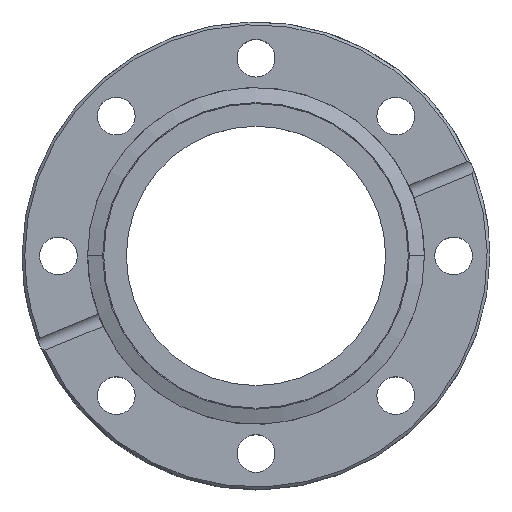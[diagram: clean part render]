
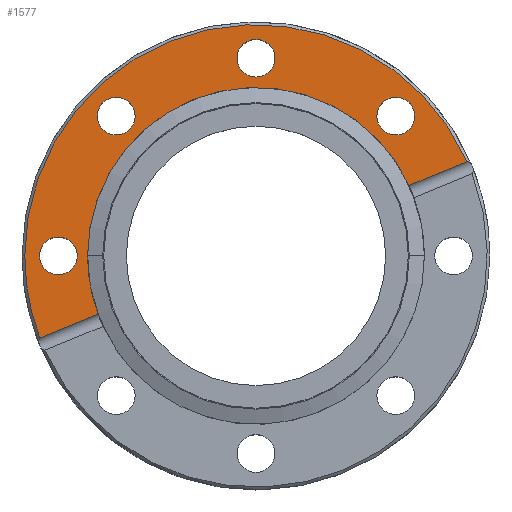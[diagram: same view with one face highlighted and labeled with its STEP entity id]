
A CAD part, top view. The second image highlights one B-rep face of the part: STEP entity #1577.
In plain terms, the highlighted planar face has unit normal (0, 0, 1).
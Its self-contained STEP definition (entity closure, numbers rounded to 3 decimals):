
#3 = VERTEX_POINT ( 'NONE', #133 ) ;
#17 = EDGE_CURVE ( 'NONE', #1165, #1556, #2630, .T. ) ;
#18 = DIRECTION ( 'NONE',  ( 0., 0., -1. ) ) ;
#20 = DIRECTION ( 'NONE',  ( -1., 0., 0. ) ) ;
#22 = CARTESIAN_POINT ( 'NONE',  ( -36.2, 0., 0. ) ) ;
#46 = ORIENTED_EDGE ( 'NONE', *, *, #17, .T. ) ;
#54 = CARTESIAN_POINT ( 'NONE',  ( -39.57, -15.091, 0. ) ) ;
#78 = AXIS2_PLACEMENT_3D ( 'NONE', #1128, #711, #134 ) ;
#105 = CIRCLE ( 'NONE', #2700, 42.35 ) ;
#133 = CARTESIAN_POINT ( 'NONE',  ( -29.052, 25.597, 0. ) ) ;
#134 = DIRECTION ( 'NONE',  ( 1., 0., 0. ) ) ;
#148 = CIRCLE ( 'NONE', #679, 3.454 ) ;
#156 = AXIS2_PLACEMENT_3D ( 'NONE', #1482, #1494, #1506 ) ;
#158 = DIRECTION ( 'NONE',  ( 0., 0., 1. ) ) ;
#160 = CIRCLE ( 'NONE', #156, 30.85 ) ;
#168 = VERTEX_POINT ( 'NONE', #252 ) ;
#169 = CIRCLE ( 'NONE', #783, 3.454 ) ;
#170 = DIRECTION ( 'NONE',  ( 1., 0., 0. ) ) ;
#181 = DIRECTION ( 'NONE',  ( 1., 0., 0. ) ) ;
#220 = EDGE_CURVE ( 'NONE', #168, #1777, #2316, .T. ) ;
#224 = VERTEX_POINT ( 'NONE', #454 ) ;
#252 = CARTESIAN_POINT ( 'NONE',  ( 3.454, 36.2, 0. ) ) ;
#277 = ORIENTED_EDGE ( 'NONE', *, *, #1850, .F. ) ;
#297 = DIRECTION ( 'NONE',  ( 0., 0., 1. ) ) ;
#313 = PLANE ( 'NONE',  #1206 ) ;
#329 = EDGE_CURVE ( 'NONE', #1439, #1995, #792, .T. ) ;
#338 = EDGE_CURVE ( 'NONE', #1942, #447, #169, .T. ) ;
#341 = CIRCLE ( 'NONE', #346, 3.454 ) ;
#346 = AXIS2_PLACEMENT_3D ( 'NONE', #2276, #2269, #2262 ) ;
#362 = DIRECTION ( 'NONE',  ( 1., 0., 0. ) ) ;
#410 = AXIS2_PLACEMENT_3D ( 'NONE', #1654, #158, #170 ) ;
#444 = CARTESIAN_POINT ( 'NONE',  ( -42.35, 0., 0. ) ) ;
#447 = VERTEX_POINT ( 'NONE', #1381 ) ;
#454 = CARTESIAN_POINT ( 'NONE',  ( -22.143, 25.597, 0. ) ) ;
#461 = CARTESIAN_POINT ( 'NONE',  ( 38.651, 17.309, 0. ) ) ;
#490 = EDGE_CURVE ( 'NONE', #2625, #1439, #160, .T. ) ;
#529 = CARTESIAN_POINT ( 'NONE',  ( 0., 36.2, 0. ) ) ;
#535 = DIRECTION ( 'NONE',  ( 0., 0., 1. ) ) ;
#541 = DIRECTION ( 'NONE',  ( 1., 0., 0. ) ) ;
#560 = VECTOR ( 'NONE', #2188, 1000. ) ;
#569 = EDGE_LOOP ( 'NONE', ( #1064, #1819 ) ) ;
#679 = AXIS2_PLACEMENT_3D ( 'NONE', #22, #297, #362 ) ;
#711 = DIRECTION ( 'NONE',  ( 0., 0., 1. ) ) ;
#783 = AXIS2_PLACEMENT_3D ( 'NONE', #1027, #1033, #1037 ) ;
#792 = CIRCLE ( 'NONE', #931, 30.85 ) ;
#877 = CARTESIAN_POINT ( 'NONE',  ( 0., 0., 0. ) ) ;
#886 = DIRECTION ( 'NONE',  ( 0., 0., -1. ) ) ;
#924 = DIRECTION ( 'NONE',  ( -1., 0., 0. ) ) ;
#931 = AXIS2_PLACEMENT_3D ( 'NONE', #877, #886, #924 ) ;
#1027 = CARTESIAN_POINT ( 'NONE',  ( 25.597, 25.597, 0. ) ) ;
#1033 = DIRECTION ( 'NONE',  ( 0., 0., 1. ) ) ;
#1037 = DIRECTION ( 'NONE',  ( 1., 0., 0. ) ) ;
#1064 = ORIENTED_EDGE ( 'NONE', *, *, #338, .F. ) ;
#1088 = CIRCLE ( 'NONE', #1672, 3.454 ) ;
#1093 = EDGE_CURVE ( 'NONE', #1556, #1590, #105, .T. ) ;
#1095 = ORIENTED_EDGE ( 'NONE', *, *, #2484, .F. ) ;
#1115 = CARTESIAN_POINT ( 'NONE',  ( 29.052, 25.597, 0. ) ) ;
#1128 = CARTESIAN_POINT ( 'NONE',  ( -25.597, 25.597, 0. ) ) ;
#1130 = FACE_OUTER_BOUND ( 'NONE', #2672, .T. ) ;
#1135 = FACE_BOUND ( 'NONE', #569, .T. ) ;
#1136 = FACE_BOUND ( 'NONE', #1469, .T. ) ;
#1139 = FACE_BOUND ( 'NONE', #1523, .T. ) ;
#1165 = VERTEX_POINT ( 'NONE', #461 ) ;
#1181 = CIRCLE ( 'NONE', #78, 3.454 ) ;
#1206 = AXIS2_PLACEMENT_3D ( 'NONE', #2273, #18, #20 ) ;
#1210 = AXIS2_PLACEMENT_3D ( 'NONE', #1424, #2136, #181 ) ;
#1291 = DIRECTION ( 'NONE',  ( 1., 0., 0. ) ) ;
#1311 = CARTESIAN_POINT ( 'NONE',  ( 0., 0., 0. ) ) ;
#1318 = CARTESIAN_POINT ( 'NONE',  ( -52.184, -20.316, 0. ) ) ;
#1324 = ORIENTED_EDGE ( 'NONE', *, *, #1093, .T. ) ;
#1330 = ORIENTED_EDGE ( 'NONE', *, *, #2275, .T. ) ;
#1338 = CARTESIAN_POINT ( 'NONE',  ( -30.85, 0., 0. ) ) ;
#1359 = FACE_BOUND ( 'NONE', #1876, .T. ) ;
#1361 = DIRECTION ( 'NONE',  ( 0.924, 0.383, 0. ) ) ;
#1381 = CARTESIAN_POINT ( 'NONE',  ( 22.143, 25.597, 0. ) ) ;
#1386 = LINE ( 'NONE', #2372, #560 ) ;
#1424 = CARTESIAN_POINT ( 'NONE',  ( 0., 0., 0. ) ) ;
#1439 = VERTEX_POINT ( 'NONE', #1338 ) ;
#1469 = EDGE_LOOP ( 'NONE', ( #277, #2643 ) ) ;
#1482 = CARTESIAN_POINT ( 'NONE',  ( 0., 0., 0. ) ) ;
#1494 = DIRECTION ( 'NONE',  ( 0., 0., -1. ) ) ;
#1506 = DIRECTION ( 'NONE',  ( -1., 0., 0. ) ) ;
#1519 = CARTESIAN_POINT ( 'NONE',  ( -39.654, 0., 0. ) ) ;
#1523 = EDGE_LOOP ( 'NONE', ( #2311, #2464 ) ) ;
#1547 = DIRECTION ( 'NONE',  ( 0., 0., 1. ) ) ;
#1556 = VERTEX_POINT ( 'NONE', #444 ) ;
#1577 = ADVANCED_FACE ( 'NONE', ( #1139, #1136, #1359, #1135, #1130 ), #313, .F. ) ;
#1590 = VERTEX_POINT ( 'NONE', #54 ) ;
#1619 = DIRECTION ( 'NONE',  ( 1., 0., 0. ) ) ;
#1622 = CARTESIAN_POINT ( 'NONE',  ( -3.454, 36.2, 0. ) ) ;
#1625 = ORIENTED_EDGE ( 'NONE', *, *, #220, .F. ) ;
#1654 = CARTESIAN_POINT ( 'NONE',  ( -25.597, 25.597, 0. ) ) ;
#1660 = ORIENTED_EDGE ( 'NONE', *, *, #490, .T. ) ;
#1672 = AXIS2_PLACEMENT_3D ( 'NONE', #1837, #1827, #1808 ) ;
#1676 = DIRECTION ( 'NONE',  ( 0., 0., 1. ) ) ;
#1682 = AXIS2_PLACEMENT_3D ( 'NONE', #529, #535, #541 ) ;
#1688 = VERTEX_POINT ( 'NONE', #1519 ) ;
#1723 = CIRCLE ( 'NONE', #1835, 3.454 ) ;
#1760 = CARTESIAN_POINT ( 'NONE',  ( -36.2, 0., 0. ) ) ;
#1777 = VERTEX_POINT ( 'NONE', #1622 ) ;
#1808 = DIRECTION ( 'NONE',  ( 1., 0., 0. ) ) ;
#1812 = ORIENTED_EDGE ( 'NONE', *, *, #1952, .T. ) ;
#1819 = ORIENTED_EDGE ( 'NONE', *, *, #2648, .F. ) ;
#1827 = DIRECTION ( 'NONE',  ( 0., 0., 1. ) ) ;
#1835 = AXIS2_PLACEMENT_3D ( 'NONE', #1760, #1676, #1619 ) ;
#1837 = CARTESIAN_POINT ( 'NONE',  ( 25.597, 25.597, 0. ) ) ;
#1841 = VERTEX_POINT ( 'NONE', #2089 ) ;
#1850 = EDGE_CURVE ( 'NONE', #224, #3, #2462, .T. ) ;
#1876 = EDGE_LOOP ( 'NONE', ( #1625, #1095 ) ) ;
#1900 = VECTOR ( 'NONE', #1361, 1000. ) ;
#1906 = LINE ( 'NONE', #1318, #1900 ) ;
#1942 = VERTEX_POINT ( 'NONE', #1115 ) ;
#1952 = EDGE_CURVE ( 'NONE', #1995, #1165, #1906, .T. ) ;
#1995 = VERTEX_POINT ( 'NONE', #2454 ) ;
#2037 = EDGE_CURVE ( 'NONE', #1841, #1688, #148, .T. ) ;
#2089 = CARTESIAN_POINT ( 'NONE',  ( -32.746, 0., 0. ) ) ;
#2098 = ORIENTED_EDGE ( 'NONE', *, *, #329, .T. ) ;
#2136 = DIRECTION ( 'NONE',  ( 0., 0., 1. ) ) ;
#2188 = DIRECTION ( 'NONE',  ( 0.924, 0.383, 0. ) ) ;
#2242 = CARTESIAN_POINT ( 'NONE',  ( -28.939, -10.688, 0. ) ) ;
#2262 = DIRECTION ( 'NONE',  ( 1., 0., 0. ) ) ;
#2269 = DIRECTION ( 'NONE',  ( 0., 0., 1. ) ) ;
#2273 = CARTESIAN_POINT ( 'NONE',  ( 30.85, 0., 0. ) ) ;
#2275 = EDGE_CURVE ( 'NONE', #1590, #2625, #1386, .T. ) ;
#2276 = CARTESIAN_POINT ( 'NONE',  ( 0., 36.2, 0. ) ) ;
#2311 = ORIENTED_EDGE ( 'NONE', *, *, #2037, .F. ) ;
#2316 = CIRCLE ( 'NONE', #1682, 3.454 ) ;
#2372 = CARTESIAN_POINT ( 'NONE',  ( -52.184, -20.316, 0. ) ) ;
#2432 = EDGE_CURVE ( 'NONE', #3, #224, #1181, .T. ) ;
#2454 = CARTESIAN_POINT ( 'NONE',  ( 28.021, 12.906, 0. ) ) ;
#2462 = CIRCLE ( 'NONE', #410, 3.454 ) ;
#2464 = ORIENTED_EDGE ( 'NONE', *, *, #2652, .F. ) ;
#2484 = EDGE_CURVE ( 'NONE', #1777, #168, #341, .T. ) ;
#2625 = VERTEX_POINT ( 'NONE', #2242 ) ;
#2630 = CIRCLE ( 'NONE', #1210, 42.35 ) ;
#2643 = ORIENTED_EDGE ( 'NONE', *, *, #2432, .F. ) ;
#2648 = EDGE_CURVE ( 'NONE', #447, #1942, #1088, .T. ) ;
#2652 = EDGE_CURVE ( 'NONE', #1688, #1841, #1723, .T. ) ;
#2672 = EDGE_LOOP ( 'NONE', ( #46, #1324, #1330, #1660, #2098, #1812 ) ) ;
#2700 = AXIS2_PLACEMENT_3D ( 'NONE', #1311, #1547, #1291 ) ;
